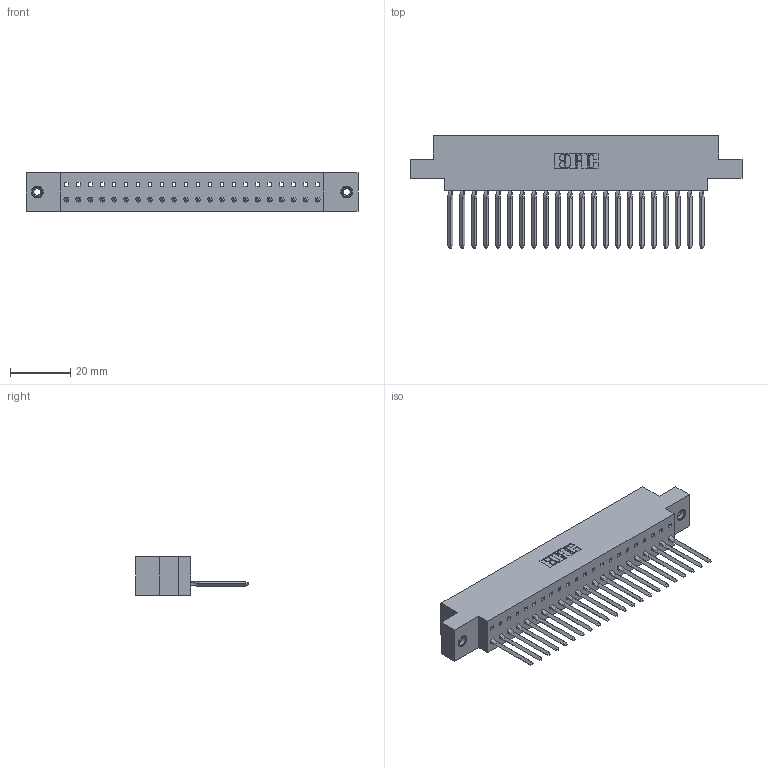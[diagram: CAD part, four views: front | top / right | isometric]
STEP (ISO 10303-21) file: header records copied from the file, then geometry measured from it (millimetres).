
FILE_DESCRIPTION (( 'STEP AP203' ), '1' );
FILE_NAME ('317-022-542-608.STEP', '2020-02-27T17:12:40', ( '' ), ( '' ), 'SwSTEP 2.0', 'SolidWorks 2016', '' );
FILE_SCHEMA (( 'CONFIG_CONTROL_DESIGN' ));
Length unit declared in the file: inch
Products named in the file (4): 317 Part_.156 Dia - TI; 317-290-003_542; 317-022-542-608; 345-250-001_345-250-003-102
Assembly tree (25 placements, depth 2):
  317-022-542-608
    317 Part_.156 Dia - TI
    317-290-003_542  x22
    345-250-001_345-250-003-102  x2
Bounding box: 109.88 x 37.34 x 12.7 mm (x, y, z)
Volume: 16435.3 mm3; surface area: 19624.1 mm2
Topology: 25 solids, 25 shells, 1812 faces, 5185 edges, 3346 vertices
Faces by surface type: plane 1498, cylinder 210, bspline 88, cone 12, torus 4
Entity records: 34090 total; most frequent: CARTESIAN_POINT 6266, ORIENTED_EDGE 5944, DIRECTION 5030, EDGE_CURVE 2972, VECTOR 2782, LINE 2782, VERTEX_POINT 1972, AXIS2_PLACEMENT_3D 1124
